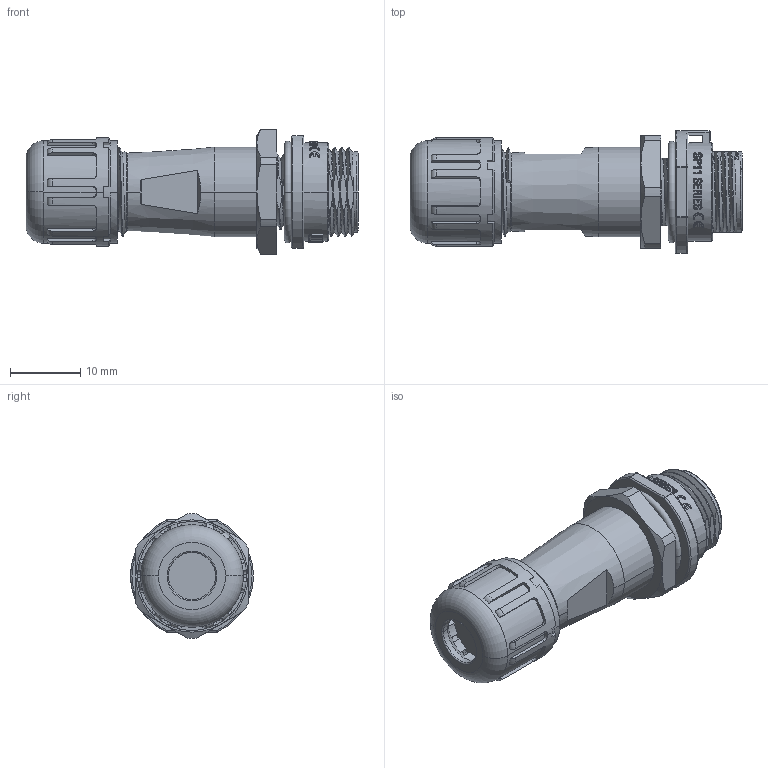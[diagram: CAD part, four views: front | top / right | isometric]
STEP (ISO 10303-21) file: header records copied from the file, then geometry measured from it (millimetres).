
FILE_DESCRIPTION((''),'2;1');
FILE_NAME('5555','2020-02-20T',('Administrator'),(''),'CREO PARAMETRIC BY PTC INC, 2016130','CREO PARAMETRIC BY PTC INC, 2016130','');
FILE_SCHEMA(('CONFIG_CONTROL_DESIGN'));
Length unit declared in the file: millimetre
Products named in the file (1): 5555
Bounding box: 47.3 x 17.5 x 17.8 mm (x, y, z)
Volume: 5933.1 mm3; surface area: 5180.1 mm2
Topology: 1 solids, 1 shells, 750 faces, 2149 edges, 1408 vertices
Faces by surface type: plane 293, cylinder 191, bspline 189, torus 34, cone 33, sphere 10
Entity records: 40445 total; most frequent: CARTESIAN_POINT 22553, ORIENTED_EDGE 4278, DIRECTION 2895, EDGE_CURVE 2139, VERTEX_POINT 1408, AXIS2_PLACEMENT_3D 1006, VECTOR 883, LINE 883
